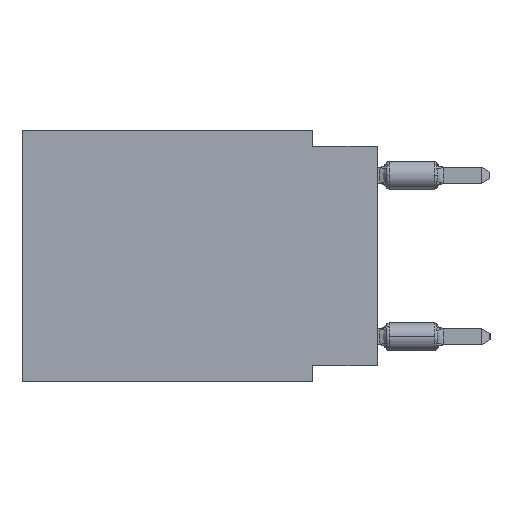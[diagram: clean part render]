
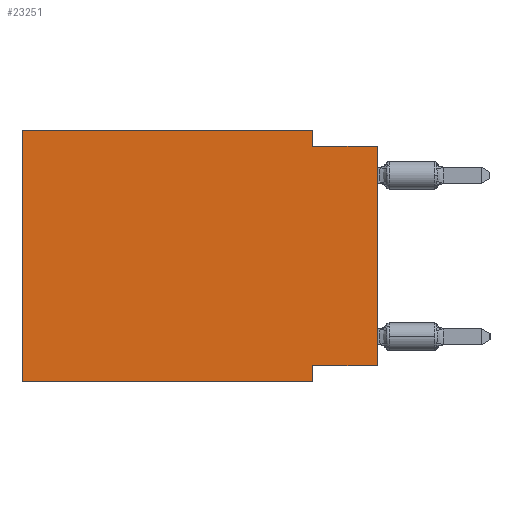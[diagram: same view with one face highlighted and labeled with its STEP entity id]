
A CAD part, left-side view. The second image highlights one B-rep face of the part: STEP entity #23251.
In plain terms, the highlighted planar face has unit normal (-1, 0, 0).
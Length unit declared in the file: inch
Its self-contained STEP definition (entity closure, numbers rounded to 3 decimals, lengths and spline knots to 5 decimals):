
#427 = CARTESIAN_POINT ( 'NONE',  ( 0., 0.1, -0.365 ) ) ;
#487 = VERTEX_POINT ( 'NONE', #17406 ) ;
#3100 = VECTOR ( 'NONE', #29956, 39.37008 ) ;
#4681 = ORIENTED_EDGE ( 'NONE', *, *, #37387, .F. ) ;
#6259 = LINE ( 'NONE', #58098, #52941 ) ;
#7741 = CARTESIAN_POINT ( 'NONE',  ( 0., 0.55, 0. ) ) ;
#10432 = VERTEX_POINT ( 'NONE', #7741 ) ;
#11348 = ORIENTED_EDGE ( 'NONE', *, *, #24480, .F. ) ;
#11932 = ORIENTED_EDGE ( 'NONE', *, *, #33477, .F. ) ;
#12068 = CARTESIAN_POINT ( 'NONE',  ( 0., 0.55, 0. ) ) ;
#13017 = VERTEX_POINT ( 'NONE', #427 ) ;
#17406 = CARTESIAN_POINT ( 'NONE',  ( 0., 0.55, -0.39 ) ) ;
#18196 = EDGE_LOOP ( 'NONE', ( #45133, #56267, #4681, #45561, #11348, #51664, #50106, #11932 ) ) ;
#18529 = VERTEX_POINT ( 'NONE', #47892 ) ;
#19163 = AXIS2_PLACEMENT_3D ( 'NONE', #12068, #28278, #42408 ) ;
#20081 = VECTOR ( 'NONE', #48125, 39.37008 ) ;
#20416 = LINE ( 'NONE', #25316, #3100 ) ;
#22549 = EDGE_CURVE ( 'NONE', #10432, #43394, #36201, .T. ) ;
#23251 = ADVANCED_FACE ( 'NONE', ( #35079 ), #30470, .F. ) ;
#24110 = LINE ( 'NONE', #32157, #26577 ) ;
#24480 = EDGE_CURVE ( 'NONE', #487, #10432, #41812, .T. ) ;
#24563 = EDGE_CURVE ( 'NONE', #56505, #51116, #48505, .T. ) ;
#24773 = DIRECTION ( 'NONE',  ( 0., -1., 0. ) ) ;
#24938 = DIRECTION ( 'NONE',  ( 0., 0., -1. ) ) ;
#25316 = CARTESIAN_POINT ( 'NONE',  ( 0., 0., -0.025 ) ) ;
#25349 = EDGE_CURVE ( 'NONE', #13017, #58860, #55767, .T. ) ;
#26577 = VECTOR ( 'NONE', #27514, 39.37008 ) ;
#27192 = VECTOR ( 'NONE', #24773, 39.37008 ) ;
#27514 = DIRECTION ( 'NONE',  ( 0., 1., 0. ) ) ;
#28278 = DIRECTION ( 'NONE',  ( 1., 0., 0. ) ) ;
#29956 = DIRECTION ( 'NONE',  ( 0., -1., 0. ) ) ;
#30470 = PLANE ( 'NONE',  #19163 ) ;
#32157 = CARTESIAN_POINT ( 'NONE',  ( 0., 0., -0.365 ) ) ;
#33477 = EDGE_CURVE ( 'NONE', #56505, #13017, #24110, .T. ) ;
#33575 = EDGE_CURVE ( 'NONE', #18529, #51116, #20416, .T. ) ;
#34030 = LINE ( 'NONE', #34636, #20081 ) ;
#34636 = CARTESIAN_POINT ( 'NONE',  ( 0., 0.55, -0.39 ) ) ;
#34822 = VECTOR ( 'NONE', #39017, 39.37008 ) ;
#35079 = FACE_OUTER_BOUND ( 'NONE', #18196, .T. ) ;
#36201 = LINE ( 'NONE', #50319, #27192 ) ;
#36490 = EDGE_CURVE ( 'NONE', #487, #58860, #34030, .T. ) ;
#36616 = CARTESIAN_POINT ( 'NONE',  ( 0., 0., -0.365 ) ) ;
#37387 = EDGE_CURVE ( 'NONE', #43394, #18529, #6259, .T. ) ;
#39017 = DIRECTION ( 'NONE',  ( 0., 0., 1. ) ) ;
#41812 = LINE ( 'NONE', #60497, #53438 ) ;
#42408 = DIRECTION ( 'NONE',  ( 0., 0., -1. ) ) ;
#42761 = VECTOR ( 'NONE', #45637, 39.37008 ) ;
#43394 = VERTEX_POINT ( 'NONE', #52173 ) ;
#45133 = ORIENTED_EDGE ( 'NONE', *, *, #24563, .T. ) ;
#45561 = ORIENTED_EDGE ( 'NONE', *, *, #22549, .F. ) ;
#45637 = DIRECTION ( 'NONE',  ( 0., 0., -1. ) ) ;
#47892 = CARTESIAN_POINT ( 'NONE',  ( 0., 0.1, -0.025 ) ) ;
#48093 = CARTESIAN_POINT ( 'NONE',  ( 0., 0.1, -0.39 ) ) ;
#48125 = DIRECTION ( 'NONE',  ( 0., -1., 0. ) ) ;
#48505 = LINE ( 'NONE', #52824, #34822 ) ;
#50106 = ORIENTED_EDGE ( 'NONE', *, *, #25349, .F. ) ;
#50319 = CARTESIAN_POINT ( 'NONE',  ( 0., 0.55, 0. ) ) ;
#51116 = VERTEX_POINT ( 'NONE', #58706 ) ;
#51165 = CARTESIAN_POINT ( 'NONE',  ( 0., 0.1, -0.39 ) ) ;
#51664 = ORIENTED_EDGE ( 'NONE', *, *, #36490, .T. ) ;
#52173 = CARTESIAN_POINT ( 'NONE',  ( 0., 0.1, 0. ) ) ;
#52824 = CARTESIAN_POINT ( 'NONE',  ( 0., 0., 0. ) ) ;
#52941 = VECTOR ( 'NONE', #24938, 39.37008 ) ;
#53438 = VECTOR ( 'NONE', #60187, 39.37008 ) ;
#55767 = LINE ( 'NONE', #51165, #42761 ) ;
#56267 = ORIENTED_EDGE ( 'NONE', *, *, #33575, .F. ) ;
#56505 = VERTEX_POINT ( 'NONE', #36616 ) ;
#58098 = CARTESIAN_POINT ( 'NONE',  ( 0., 0.1, 0. ) ) ;
#58706 = CARTESIAN_POINT ( 'NONE',  ( 0., 0., -0.025 ) ) ;
#58860 = VERTEX_POINT ( 'NONE', #48093 ) ;
#60187 = DIRECTION ( 'NONE',  ( 0., 0., 1. ) ) ;
#60497 = CARTESIAN_POINT ( 'NONE',  ( 0., 0.55, 0. ) ) ;
